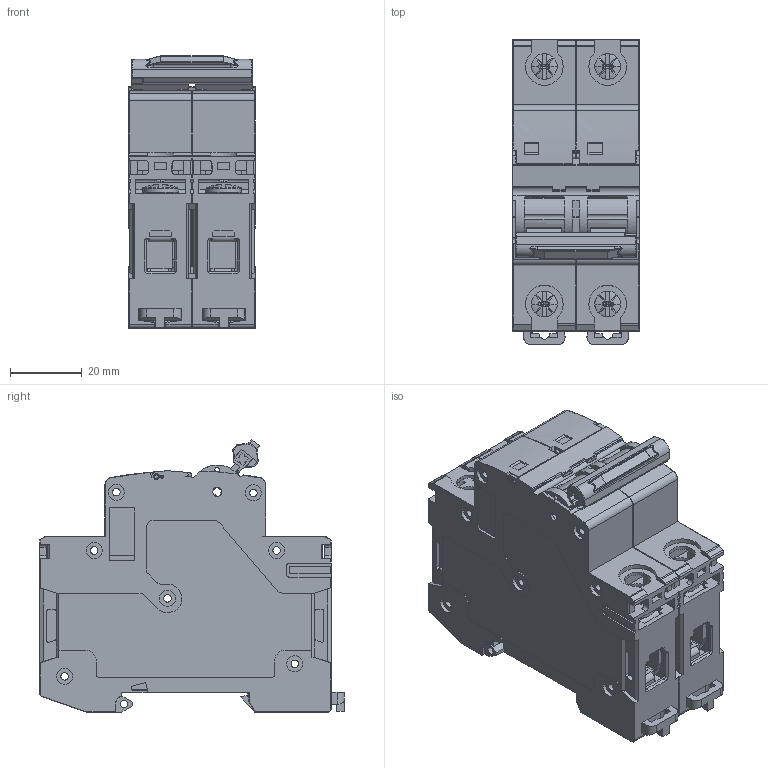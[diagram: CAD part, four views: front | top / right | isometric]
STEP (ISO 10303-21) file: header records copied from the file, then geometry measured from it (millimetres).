
FILE_DESCRIPTION (( 'STEP AP214' ), '1' );
FILE_NAME ('AR-M10N-2-K0D5.STEP', '2023-11-29T11:23:02', ( '' ), ( '' ), 'SwSTEP 2.0', 'SolidWorks 2022', '' );
FILE_SCHEMA (( 'AUTOMOTIVE_DESIGN' ));
Length unit declared in the file: millimetre
Products named in the file (2): AR-M10N-2-K0D5
Assembly tree (1 placements, depth 2):
  AR-M10N-2-K0D5
    AR-M10N-2-K0D5
Bounding box: 35.4 x 85.2 x 76.13 mm (x, y, z)
Volume: 144299.1 mm3; surface area: 47817.7 mm2
Topology: 1 solids, 16 shells, 3126 faces, 8697 edges, 5508 vertices
Faces by surface type: plane 1863, cylinder 916, cone 112, torus 89, sphere 74, bspline 72
Entity records: 105193 total; most frequent: CARTESIAN_POINT 25335, ORIENTED_EDGE 17280, DIRECTION 16099, EDGE_CURVE 8640, VECTOR 5721, LINE 5721, VERTEX_POINT 5508, AXIS2_PLACEMENT_3D 5189
